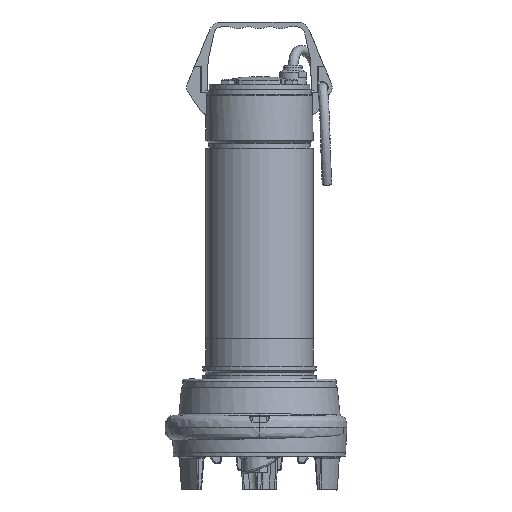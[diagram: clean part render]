
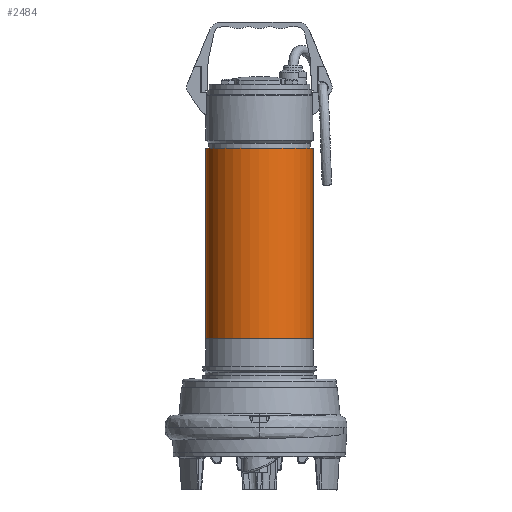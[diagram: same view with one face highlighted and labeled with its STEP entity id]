
A CAD part, left-side view. The second image highlights one B-rep face of the part: STEP entity #2484.
In plain terms, the highlighted cylindrical face has radius 56 mm (diameter 112 mm), a full revolution.
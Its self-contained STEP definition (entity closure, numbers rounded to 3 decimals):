
#2425=CARTESIAN_POINT('',(0.,250.0,-56.0));
#2426=VERTEX_POINT('',#2425);
#2427=CARTESIAN_POINT('',(0.,250.0,56.));
#2428=VERTEX_POINT('',#2427);
#2429=CARTESIAN_POINT('',(0.,250.0,0.));
#2430=DIRECTION('',(0.0,-1.0,0.));
#2431=DIRECTION('',(-1.0,0.0,0.0));
#2432=AXIS2_PLACEMENT_3D('',#2429,#2430,#2431);
#2433=CIRCLE('',#2432,56.);
#2434=EDGE_CURVE('',#2426,#2428,#2433,.T.);
#2436=CARTESIAN_POINT('',(0.,250.0,0.));
#2437=DIRECTION('',(0.0,-1.0,0.));
#2438=DIRECTION('',(-1.0,0.0,0.0));
#2439=AXIS2_PLACEMENT_3D('',#2436,#2437,#2438);
#2440=CIRCLE('',#2439,56.);
#2441=EDGE_CURVE('',#2428,#2426,#2440,.T.);
#2450=CARTESIAN_POINT('',(0.,250.0,0.));
#2451=DIRECTION('',(0.0,-1.0,0.));
#2452=DIRECTION('',(0.,0.,1.0));
#2453=AXIS2_PLACEMENT_3D('',#2450,#2451,#2452);
#2454=CYLINDRICAL_SURFACE('',#2453,56.);
#2455=ORIENTED_EDGE('',*,*,#2441,.T.);
#2456=ORIENTED_EDGE('',*,*,#2434,.T.);
#2457=CARTESIAN_POINT('',(0.,51.0,56.0));
#2458=VERTEX_POINT('',#2457);
#2459=CARTESIAN_POINT('',(0.,250.0,56.));
#2460=DIRECTION('',(0.0,-1.0,0.0));
#2461=VECTOR('',#2460,199.0);
#2462=LINE('',#2459,#2461);
#2463=EDGE_CURVE('',#2428,#2458,#2462,.T.);
#2464=ORIENTED_EDGE('',*,*,#2463,.T.);
#2465=CARTESIAN_POINT('',(0.0,51.0,-56.));
#2466=VERTEX_POINT('',#2465);
#2467=CARTESIAN_POINT('',(0.0,51.0,0.0));
#2468=DIRECTION('',(0.0,-1.0,0.));
#2469=DIRECTION('',(-1.0,0.0,0.0));
#2470=AXIS2_PLACEMENT_3D('',#2467,#2468,#2469);
#2471=CIRCLE('',#2470,56.);
#2472=EDGE_CURVE('',#2466,#2458,#2471,.T.);
#2473=ORIENTED_EDGE('',*,*,#2472,.F.);
#2474=CARTESIAN_POINT('',(0.0,51.0,0.0));
#2475=DIRECTION('',(0.0,-1.0,0.));
#2476=DIRECTION('',(-1.0,0.0,0.0));
#2477=AXIS2_PLACEMENT_3D('',#2474,#2475,#2476);
#2478=CIRCLE('',#2477,56.);
#2479=EDGE_CURVE('',#2458,#2466,#2478,.T.);
#2480=ORIENTED_EDGE('',*,*,#2479,.F.);
#2481=ORIENTED_EDGE('',*,*,#2463,.F.);
#2482=EDGE_LOOP('',(#2455,#2456,#2464,#2473,#2480,#2481));
#2483=FACE_OUTER_BOUND('',#2482,.T.);
#2484=ADVANCED_FACE('',(#2483),#2454,.T.);
